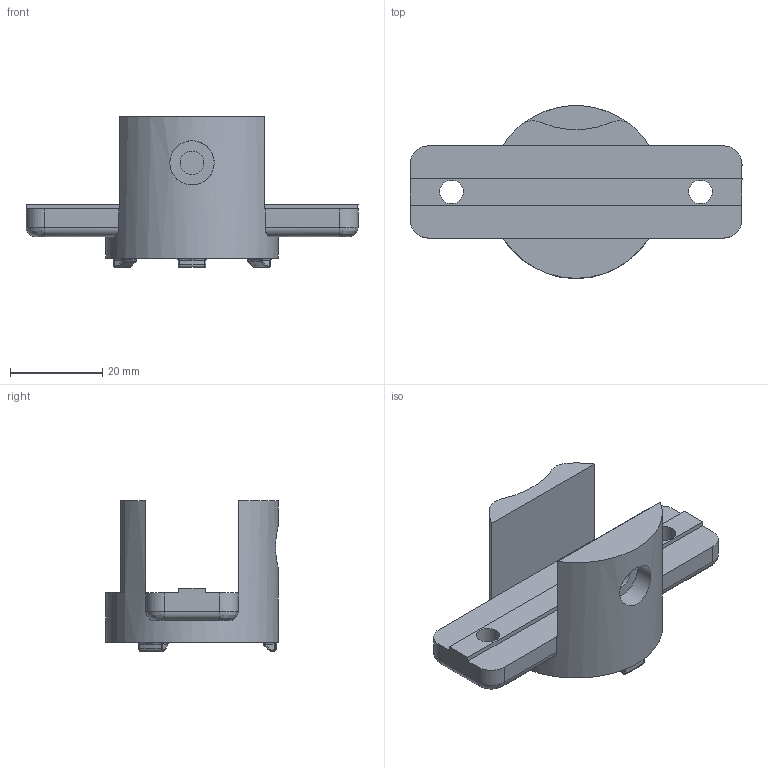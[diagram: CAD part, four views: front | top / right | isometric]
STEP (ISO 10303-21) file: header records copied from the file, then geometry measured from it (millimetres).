
FILE_DESCRIPTION(/* description */ (''),/* implementation_level */ '2;1');
FILE_NAME(/* name */ 'magnet 1 point base left.step',/* time_stamp */ '2021-02-22T01:24:10-05:00',/* author */ (''),/* organization */ (''),/* preprocessor_version */ 'ST-DEVELOPER v18.1',/* originating_system */ 'Autodesk Translation Framework v9.7.1.1290',/* authorisation */ '');
FILE_SCHEMA (('AUTOMOTIVE_DESIGN { 1 0 10303 214 3 1 1 }'));
Length unit declared in the file: millimetre
Products named in the file (1): magnet 1 point base left
Bounding box: 72 x 37.5 x 32.65 mm (x, y, z)
Volume: 16344.5 mm3; surface area: 9879 mm2
Topology: 1 solids, 1 shells, 143 faces, 347 edges, 204 vertices
Faces by surface type: cylinder 52, plane 38, bspline 34, torus 16, cone 3
Full cylindrical faces by diameter (mm): 5.1 x3, 9.6 x3, 32.1 x1, 32.5 x1, 37.5 x1
Entity records: 4971 total; most frequent: CARTESIAN_POINT 1757, ORIENTED_EDGE 682, DIRECTION 635, EDGE_CURVE 341, AXIS2_PLACEMENT_3D 256, VERTEX_POINT 204, EDGE_LOOP 153, CIRCLE 146
